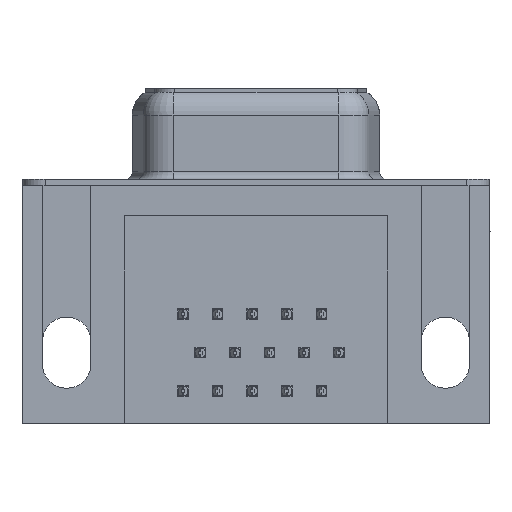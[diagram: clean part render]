
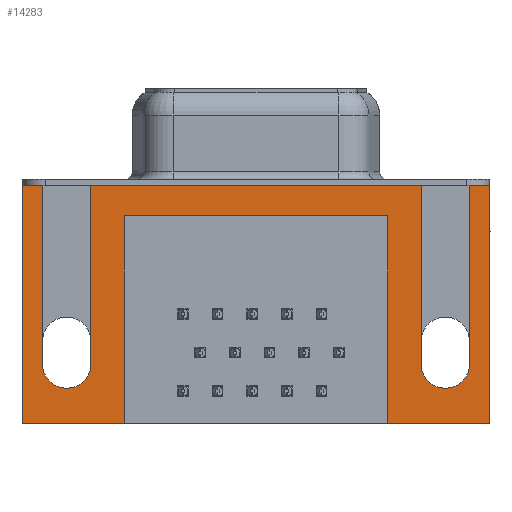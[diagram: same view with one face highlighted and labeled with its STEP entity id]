
A CAD part, front view. The second image highlights one B-rep face of the part: STEP entity #14283.
In plain terms, the highlighted planar face has unit normal (0, -1, 0).
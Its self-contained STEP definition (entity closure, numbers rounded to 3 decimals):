
#432 = DIRECTION ( 'NONE',  ( 0., -1., 0. ) ) ;
#685 = DIRECTION ( 'NONE',  ( 0., 0., 1. ) ) ;
#865 = VECTOR ( 'NONE', #7480, 1000. ) ;
#1353 = CARTESIAN_POINT ( 'NONE',  ( 27.9, -6.275, 0. ) ) ;
#1689 = VERTEX_POINT ( 'NONE', #24663 ) ;
#1959 = ORIENTED_EDGE ( 'NONE', *, *, #2005, .F. ) ;
#2005 = EDGE_CURVE ( 'NONE', #26890, #4712, #18341, .T. ) ;
#2074 = VECTOR ( 'NONE', #685, 1000. ) ;
#2347 = ORIENTED_EDGE ( 'NONE', *, *, #20158, .F. ) ;
#2410 = DIRECTION ( 'NONE',  ( 0., 0., -1. ) ) ;
#2483 = CARTESIAN_POINT ( 'NONE',  ( -2.91, -6.275, -2.5 ) ) ;
#2495 = CARTESIAN_POINT ( 'NONE',  ( 1.6, -6.275, -11.78 ) ) ;
#2710 = CARTESIAN_POINT ( 'NONE',  ( 0., -6.275, -11.78 ) ) ;
#3002 = EDGE_CURVE ( 'NONE', #4564, #25382, #11811, .T. ) ;
#3065 = LINE ( 'NONE', #24395, #4601 ) ;
#4564 = VERTEX_POINT ( 'NONE', #26555 ) ;
#4601 = VECTOR ( 'NONE', #9792, 1000. ) ;
#4712 = VERTEX_POINT ( 'NONE', #28603 ) ;
#5053 = CARTESIAN_POINT ( 'NONE',  ( 21.2, -6.275, -2. ) ) ;
#5160 = DIRECTION ( 'NONE',  ( 1., 0., 0. ) ) ;
#5300 = CARTESIAN_POINT ( 'NONE',  ( 1.6, -6.275, 0. ) ) ;
#5730 = VECTOR ( 'NONE', #19888, 1000. ) ;
#5948 = DIRECTION ( 'NONE',  ( 0., 0., 1. ) ) ;
#6487 = LINE ( 'NONE', #5300, #5730 ) ;
#7087 = VECTOR ( 'NONE', #16616, 1000. ) ;
#7288 = VECTOR ( 'NONE', #29523, 1000. ) ;
#7480 = DIRECTION ( 'NONE',  ( 0., 0., 1. ) ) ;
#7615 = VECTOR ( 'NONE', #12105, 1000. ) ;
#7964 = EDGE_CURVE ( 'NONE', #9082, #29657, #6487, .T. ) ;
#8118 = ORIENTED_EDGE ( 'NONE', *, *, #7964, .F. ) ;
#8231 = EDGE_CURVE ( 'NONE', #4712, #25418, #24743, .T. ) ;
#8498 = LINE ( 'NONE', #29829, #2074 ) ;
#9061 = CARTESIAN_POINT ( 'NONE',  ( 26.59, -6.275, -11.78 ) ) ;
#9082 = VERTEX_POINT ( 'NONE', #2495 ) ;
#9342 = ORIENTED_EDGE ( 'NONE', *, *, #13787, .F. ) ;
#9406 = CARTESIAN_POINT ( 'NONE',  ( 27.9, -6.275, -15.7 ) ) ;
#9586 = PLANE ( 'NONE',  #30321 ) ;
#9787 = DIRECTION ( 'NONE',  ( 0., -1., 0. ) ) ;
#9792 = DIRECTION ( 'NONE',  ( -1., 0., 0. ) ) ;
#9799 = CARTESIAN_POINT ( 'NONE',  ( 1.6, -6.275, 0. ) ) ;
#10482 = LINE ( 'NONE', #14516, #17007 ) ;
#10544 = VERTEX_POINT ( 'NONE', #23448 ) ;
#10600 = VECTOR ( 'NONE', #23708, 1000. ) ;
#10643 = CARTESIAN_POINT ( 'NONE',  ( 26.59, -6.275, 0. ) ) ;
#11037 = CARTESIAN_POINT ( 'NONE',  ( 3.79, -6.275, -15.7 ) ) ;
#11102 = CARTESIAN_POINT ( 'NONE',  ( -2.91, -6.275, -2.5 ) ) ;
#11191 = VERTEX_POINT ( 'NONE', #18607 ) ;
#11220 = ORIENTED_EDGE ( 'NONE', *, *, #3002, .F. ) ;
#11348 = ORIENTED_EDGE ( 'NONE', *, *, #18274, .F. ) ;
#11735 = ORIENTED_EDGE ( 'NONE', *, *, #21411, .F. ) ;
#11811 = LINE ( 'NONE', #22892, #17530 ) ;
#12021 = VECTOR ( 'NONE', #19173, 1000. ) ;
#12105 = DIRECTION ( 'NONE',  ( 0., 0., -1. ) ) ;
#12473 = CARTESIAN_POINT ( 'NONE',  ( -2.91, -6.275, 0. ) ) ;
#12751 = VERTEX_POINT ( 'NONE', #10643 ) ;
#13777 = LINE ( 'NONE', #5053, #865 ) ;
#13787 = EDGE_CURVE ( 'NONE', #25299, #12751, #8498, .T. ) ;
#14283 = ADVANCED_FACE ( 'NONE', ( #30963 ), #9586, .T. ) ;
#14516 = CARTESIAN_POINT ( 'NONE',  ( 23.39, -6.275, 0. ) ) ;
#14786 = EDGE_CURVE ( 'NONE', #25382, #1689, #13777, .T. ) ;
#14983 = CARTESIAN_POINT ( 'NONE',  ( 24.99, -6.275, -11.78 ) ) ;
#16167 = LINE ( 'NONE', #30107, #17699 ) ;
#16282 = CARTESIAN_POINT ( 'NONE',  ( 3.79, -6.275, -2. ) ) ;
#16616 = DIRECTION ( 'NONE',  ( 0., 0., -1. ) ) ;
#16729 = CIRCLE ( 'NONE', #26298, 1.6 ) ;
#16731 = CARTESIAN_POINT ( 'NONE',  ( -2.91, -6.275, 0. ) ) ;
#16938 = VERTEX_POINT ( 'NONE', #20041 ) ;
#17007 = VECTOR ( 'NONE', #2410, 1000. ) ;
#17164 = ORIENTED_EDGE ( 'NONE', *, *, #22436, .F. ) ;
#17437 = DIRECTION ( 'NONE',  ( -1., 0., 0. ) ) ;
#17530 = VECTOR ( 'NONE', #22997, 1000. ) ;
#17699 = VECTOR ( 'NONE', #5948, 1000. ) ;
#17921 = CARTESIAN_POINT ( 'NONE',  ( -1.6, -6.275, 0. ) ) ;
#18267 = VECTOR ( 'NONE', #28133, 1000. ) ;
#18274 = EDGE_CURVE ( 'NONE', #11191, #9082, #16729, .T. ) ;
#18341 = LINE ( 'NONE', #9406, #25564 ) ;
#18607 = CARTESIAN_POINT ( 'NONE',  ( -1.6, -6.275, -11.78 ) ) ;
#18873 = EDGE_LOOP ( 'NONE', ( #9342, #25204, #11735, #17164, #8118, #11348, #30297, #19342, #21576, #1959, #2347, #23680, #28021, #11220, #21506, #19363 ) ) ;
#19173 = DIRECTION ( 'NONE',  ( 1., 0., 0. ) ) ;
#19342 = ORIENTED_EDGE ( 'NONE', *, *, #20195, .F. ) ;
#19363 = ORIENTED_EDGE ( 'NONE', *, *, #23886, .F. ) ;
#19726 = DIRECTION ( 'NONE',  ( 0., -1., 0. ) ) ;
#19888 = DIRECTION ( 'NONE',  ( 0., 0., 1. ) ) ;
#20041 = CARTESIAN_POINT ( 'NONE',  ( 23.39, -6.275, -11.78 ) ) ;
#20158 = EDGE_CURVE ( 'NONE', #23172, #26890, #25731, .T. ) ;
#20195 = EDGE_CURVE ( 'NONE', #25418, #24270, #31461, .T. ) ;
#20572 = LINE ( 'NONE', #26709, #7615 ) ;
#21176 = VERTEX_POINT ( 'NONE', #1353 ) ;
#21249 = CARTESIAN_POINT ( 'NONE',  ( -2.91, -6.275, 0. ) ) ;
#21411 = EDGE_CURVE ( 'NONE', #10544, #16938, #10482, .T. ) ;
#21506 = ORIENTED_EDGE ( 'NONE', *, *, #28515, .T. ) ;
#21545 = CARTESIAN_POINT ( 'NONE',  ( 21.2, -6.275, -15.7 ) ) ;
#21576 = ORIENTED_EDGE ( 'NONE', *, *, #8231, .F. ) ;
#22436 = EDGE_CURVE ( 'NONE', #29657, #10544, #25921, .T. ) ;
#22892 = CARTESIAN_POINT ( 'NONE',  ( 27.9, -6.275, -15.7 ) ) ;
#22896 = EDGE_CURVE ( 'NONE', #1689, #23172, #3065, .T. ) ;
#22997 = DIRECTION ( 'NONE',  ( -1., 0., 0. ) ) ;
#23172 = VERTEX_POINT ( 'NONE', #16282 ) ;
#23316 = EDGE_CURVE ( 'NONE', #24270, #11191, #20572, .T. ) ;
#23448 = CARTESIAN_POINT ( 'NONE',  ( 23.39, -6.275, 0. ) ) ;
#23680 = ORIENTED_EDGE ( 'NONE', *, *, #22896, .F. ) ;
#23708 = DIRECTION ( 'NONE',  ( 1., 0., 0. ) ) ;
#23886 = EDGE_CURVE ( 'NONE', #12751, #21176, #30047, .T. ) ;
#24098 = CARTESIAN_POINT ( 'NONE',  ( -2.91, -6.275, 0. ) ) ;
#24270 = VERTEX_POINT ( 'NONE', #17921 ) ;
#24395 = CARTESIAN_POINT ( 'NONE',  ( 3.79, -6.275, -2. ) ) ;
#24575 = AXIS2_PLACEMENT_3D ( 'NONE', #14983, #432, #17437 ) ;
#24663 = CARTESIAN_POINT ( 'NONE',  ( 21.2, -6.275, -2. ) ) ;
#24743 = LINE ( 'NONE', #11102, #18267 ) ;
#25204 = ORIENTED_EDGE ( 'NONE', *, *, #30349, .F. ) ;
#25299 = VERTEX_POINT ( 'NONE', #9061 ) ;
#25382 = VERTEX_POINT ( 'NONE', #21545 ) ;
#25418 = VERTEX_POINT ( 'NONE', #24098 ) ;
#25564 = VECTOR ( 'NONE', #26450, 1000. ) ;
#25731 = LINE ( 'NONE', #31193, #7087 ) ;
#25921 = LINE ( 'NONE', #12473, #7288 ) ;
#26205 = CIRCLE ( 'NONE', #24575, 1.6 ) ;
#26298 = AXIS2_PLACEMENT_3D ( 'NONE', #2710, #19726, #5160 ) ;
#26450 = DIRECTION ( 'NONE',  ( -1., 0., 0. ) ) ;
#26555 = CARTESIAN_POINT ( 'NONE',  ( 27.9, -6.275, -15.7 ) ) ;
#26709 = CARTESIAN_POINT ( 'NONE',  ( -1.6, -6.275, 0. ) ) ;
#26834 = DIRECTION ( 'NONE',  ( 0., 0., -1. ) ) ;
#26890 = VERTEX_POINT ( 'NONE', #11037 ) ;
#28021 = ORIENTED_EDGE ( 'NONE', *, *, #14786, .F. ) ;
#28133 = DIRECTION ( 'NONE',  ( 0., 0., 1. ) ) ;
#28515 = EDGE_CURVE ( 'NONE', #4564, #21176, #16167, .T. ) ;
#28603 = CARTESIAN_POINT ( 'NONE',  ( -2.91, -6.275, -15.7 ) ) ;
#29523 = DIRECTION ( 'NONE',  ( 1., 0., 0. ) ) ;
#29657 = VERTEX_POINT ( 'NONE', #9799 ) ;
#29829 = CARTESIAN_POINT ( 'NONE',  ( 26.59, -6.275, 0. ) ) ;
#30047 = LINE ( 'NONE', #21249, #10600 ) ;
#30107 = CARTESIAN_POINT ( 'NONE',  ( 27.9, -6.275, -2.5 ) ) ;
#30297 = ORIENTED_EDGE ( 'NONE', *, *, #23316, .F. ) ;
#30321 = AXIS2_PLACEMENT_3D ( 'NONE', #2483, #9787, #26834 ) ;
#30349 = EDGE_CURVE ( 'NONE', #16938, #25299, #26205, .T. ) ;
#30963 = FACE_OUTER_BOUND ( 'NONE', #18873, .T. ) ;
#31193 = CARTESIAN_POINT ( 'NONE',  ( 3.79, -6.275, -2. ) ) ;
#31461 = LINE ( 'NONE', #16731, #12021 ) ;
